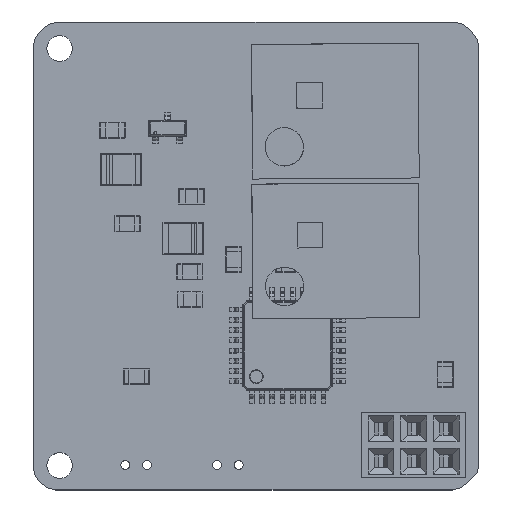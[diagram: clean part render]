
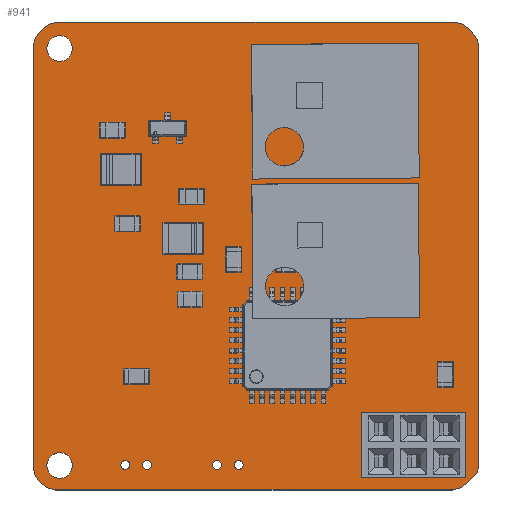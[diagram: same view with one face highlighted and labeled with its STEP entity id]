
A CAD part, top view. The second image highlights one B-rep face of the part: STEP entity #941.
In plain terms, the highlighted planar face has unit normal (0, 0, 1).
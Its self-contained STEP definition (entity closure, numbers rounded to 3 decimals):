
#97 = VERTEX_POINT('',#98);
#98 = CARTESIAN_POINT('',(-3.334,25.4,0.));
#115 = VERTEX_POINT('',#116);
#116 = CARTESIAN_POINT('',(-2.699,25.559,0.));
#122 = EDGE_CURVE('',#97,#115,#123,.T.);
#123 = LINE('',#124,#125);
#124 = CARTESIAN_POINT('',(-3.334,25.4,0.));
#125 = VECTOR('',#126,1.);
#126 = DIRECTION('',(0.97,0.243,0.));
#146 = VERTEX_POINT('',#147);
#147 = CARTESIAN_POINT('',(28.258,25.559,0.));
#153 = EDGE_CURVE('',#115,#146,#154,.T.);
#154 = LINE('',#155,#156);
#155 = CARTESIAN_POINT('',(-2.699,25.559,0.));
#156 = VECTOR('',#157,1.);
#157 = DIRECTION('',(1.,0.,0.));
#177 = VERTEX_POINT('',#178);
#178 = CARTESIAN_POINT('',(28.893,25.4,0.));
#184 = EDGE_CURVE('',#146,#177,#185,.T.);
#185 = LINE('',#186,#187);
#186 = CARTESIAN_POINT('',(28.258,25.559,0.));
#187 = VECTOR('',#188,1.);
#188 = DIRECTION('',(0.97,-0.243,0.));
#208 = VERTEX_POINT('',#209);
#209 = CARTESIAN_POINT('',(29.528,24.924,0.));
#215 = EDGE_CURVE('',#177,#208,#216,.T.);
#216 = LINE('',#217,#218);
#217 = CARTESIAN_POINT('',(28.893,25.4,0.));
#218 = VECTOR('',#219,1.);
#219 = DIRECTION('',(0.8,-0.6,0.));
#239 = VERTEX_POINT('',#240);
#240 = CARTESIAN_POINT('',(30.004,24.289,0.));
#246 = EDGE_CURVE('',#208,#239,#247,.T.);
#247 = LINE('',#248,#249);
#248 = CARTESIAN_POINT('',(29.528,24.924,0.));
#249 = VECTOR('',#250,1.);
#250 = DIRECTION('',(0.6,-0.8,0.));
#270 = VERTEX_POINT('',#271);
#271 = CARTESIAN_POINT('',(30.163,23.654,0.));
#277 = EDGE_CURVE('',#239,#270,#278,.T.);
#278 = LINE('',#279,#280);
#279 = CARTESIAN_POINT('',(30.004,24.289,0.));
#280 = VECTOR('',#281,1.);
#281 = DIRECTION('',(0.243,-0.97,0.));
#301 = VERTEX_POINT('',#302);
#302 = CARTESIAN_POINT('',(30.163,-9.049,0.));
#308 = EDGE_CURVE('',#270,#301,#309,.T.);
#309 = LINE('',#310,#311);
#310 = CARTESIAN_POINT('',(30.163,23.654,0.));
#311 = VECTOR('',#312,1.);
#312 = DIRECTION('',(0.,-1.,0.));
#332 = VERTEX_POINT('',#333);
#333 = CARTESIAN_POINT('',(30.004,-9.684,0.));
#339 = EDGE_CURVE('',#301,#332,#340,.T.);
#340 = LINE('',#341,#342);
#341 = CARTESIAN_POINT('',(30.163,-9.049,0.));
#342 = VECTOR('',#343,1.);
#343 = DIRECTION('',(-0.243,-0.97,0.));
#363 = VERTEX_POINT('',#364);
#364 = CARTESIAN_POINT('',(29.369,-10.319,0.));
#370 = EDGE_CURVE('',#332,#363,#371,.T.);
#371 = LINE('',#372,#373);
#372 = CARTESIAN_POINT('',(30.004,-9.684,0.));
#373 = VECTOR('',#374,1.);
#374 = DIRECTION('',(-0.707,-0.707,0.));
#394 = VERTEX_POINT('',#395);
#395 = CARTESIAN_POINT('',(28.734,-10.795,0.));
#401 = EDGE_CURVE('',#363,#394,#402,.T.);
#402 = LINE('',#403,#404);
#403 = CARTESIAN_POINT('',(29.369,-10.319,0.));
#404 = VECTOR('',#405,1.);
#405 = DIRECTION('',(-0.8,-0.6,0.));
#425 = VERTEX_POINT('',#426);
#426 = CARTESIAN_POINT('',(28.099,-10.954,0.));
#432 = EDGE_CURVE('',#394,#425,#433,.T.);
#433 = LINE('',#434,#435);
#434 = CARTESIAN_POINT('',(28.734,-10.795,0.));
#435 = VECTOR('',#436,1.);
#436 = DIRECTION('',(-0.97,-0.243,0.));
#456 = VERTEX_POINT('',#457);
#457 = CARTESIAN_POINT('',(-2.857,-10.954,0.));
#463 = EDGE_CURVE('',#425,#456,#464,.T.);
#464 = LINE('',#465,#466);
#465 = CARTESIAN_POINT('',(28.099,-10.954,0.));
#466 = VECTOR('',#467,1.);
#467 = DIRECTION('',(-1.,0.,0.));
#487 = VERTEX_POINT('',#488);
#488 = CARTESIAN_POINT('',(-3.492,-10.795,0.));
#494 = EDGE_CURVE('',#456,#487,#495,.T.);
#495 = LINE('',#496,#497);
#496 = CARTESIAN_POINT('',(-2.857,-10.954,0.));
#497 = VECTOR('',#498,1.);
#498 = DIRECTION('',(-0.97,0.243,0.));
#518 = VERTEX_POINT('',#519);
#519 = CARTESIAN_POINT('',(-4.128,-10.319,0.));
#525 = EDGE_CURVE('',#487,#518,#526,.T.);
#526 = LINE('',#527,#528);
#527 = CARTESIAN_POINT('',(-3.492,-10.795,0.));
#528 = VECTOR('',#529,1.);
#529 = DIRECTION('',(-0.8,0.6,0.));
#549 = VERTEX_POINT('',#550);
#550 = CARTESIAN_POINT('',(-4.445,-9.842,0.));
#556 = EDGE_CURVE('',#518,#549,#557,.T.);
#557 = LINE('',#558,#559);
#558 = CARTESIAN_POINT('',(-4.128,-10.319,0.));
#559 = VECTOR('',#560,1.);
#560 = DIRECTION('',(-0.555,0.832,0.));
#580 = VERTEX_POINT('',#581);
#581 = CARTESIAN_POINT('',(-4.604,-9.207,0.));
#587 = EDGE_CURVE('',#549,#580,#588,.T.);
#588 = LINE('',#589,#590);
#589 = CARTESIAN_POINT('',(-4.445,-9.842,0.));
#590 = VECTOR('',#591,1.);
#591 = DIRECTION('',(-0.243,0.97,0.));
#611 = VERTEX_POINT('',#612);
#612 = CARTESIAN_POINT('',(-4.604,23.654,0.));
#618 = EDGE_CURVE('',#580,#611,#619,.T.);
#619 = LINE('',#620,#621);
#620 = CARTESIAN_POINT('',(-4.604,-9.207,0.));
#621 = VECTOR('',#622,1.);
#622 = DIRECTION('',(0.,1.,0.));
#642 = VERTEX_POINT('',#643);
#643 = CARTESIAN_POINT('',(-4.445,24.289,0.));
#649 = EDGE_CURVE('',#611,#642,#650,.T.);
#650 = LINE('',#651,#652);
#651 = CARTESIAN_POINT('',(-4.604,23.654,0.));
#652 = VECTOR('',#653,1.);
#653 = DIRECTION('',(0.243,0.97,0.));
#673 = VERTEX_POINT('',#674);
#674 = CARTESIAN_POINT('',(-4.128,24.765,0.));
#680 = EDGE_CURVE('',#642,#673,#681,.T.);
#681 = LINE('',#682,#683);
#682 = CARTESIAN_POINT('',(-4.445,24.289,0.));
#683 = VECTOR('',#684,1.);
#684 = DIRECTION('',(0.555,0.832,0.));
#704 = VERTEX_POINT('',#705);
#705 = CARTESIAN_POINT('',(-3.81,25.082,0.));
#711 = EDGE_CURVE('',#673,#704,#712,.T.);
#712 = LINE('',#713,#714);
#713 = CARTESIAN_POINT('',(-4.128,24.765,0.));
#714 = VECTOR('',#715,1.);
#715 = DIRECTION('',(0.707,0.707,0.));
#733 = EDGE_CURVE('',#704,#97,#734,.T.);
#734 = LINE('',#735,#736);
#735 = CARTESIAN_POINT('',(-3.81,25.082,0.));
#736 = VECTOR('',#737,1.);
#737 = DIRECTION('',(0.832,0.555,0.));
#748 = VERTEX_POINT('',#749);
#749 = CARTESIAN_POINT('',(11.78,-9.014,0.));
#765 = EDGE_CURVE('',#748,#748,#766,.T.);
#766 = CIRCLE('',#767,0.35);
#767 = AXIS2_PLACEMENT_3D('',#768,#769,#770);
#768 = CARTESIAN_POINT('',(11.43,-9.014,0.));
#769 = DIRECTION('',(0.,0.,-1.));
#770 = DIRECTION('',(1.,0.,0.));
#781 = VERTEX_POINT('',#782);
#782 = CARTESIAN_POINT('',(10.08,-9.014,0.));
#798 = EDGE_CURVE('',#781,#781,#799,.T.);
#799 = CIRCLE('',#800,0.35);
#800 = AXIS2_PLACEMENT_3D('',#801,#802,#803);
#801 = CARTESIAN_POINT('',(9.73,-9.014,0.));
#802 = DIRECTION('',(0.,0.,-1.));
#803 = DIRECTION('',(1.,0.,0.));
#814 = VERTEX_POINT('',#815);
#815 = CARTESIAN_POINT('',(4.63,-9.014,0.));
#831 = EDGE_CURVE('',#814,#814,#832,.T.);
#832 = CIRCLE('',#833,0.35);
#833 = AXIS2_PLACEMENT_3D('',#834,#835,#836);
#834 = CARTESIAN_POINT('',(4.28,-9.014,0.));
#835 = DIRECTION('',(0.,0.,-1.));
#836 = DIRECTION('',(1.,0.,0.));
#847 = VERTEX_POINT('',#848);
#848 = CARTESIAN_POINT('',(2.93,-9.014,0.));
#864 = EDGE_CURVE('',#847,#847,#865,.T.);
#865 = CIRCLE('',#866,0.35);
#866 = AXIS2_PLACEMENT_3D('',#867,#868,#869);
#867 = CARTESIAN_POINT('',(2.58,-9.014,0.));
#868 = DIRECTION('',(0.,0.,-1.));
#869 = DIRECTION('',(1.,0.,0.));
#880 = VERTEX_POINT('',#881);
#881 = CARTESIAN_POINT('',(-1.54,23.495,0.));
#897 = EDGE_CURVE('',#880,#880,#898,.T.);
#898 = CIRCLE('',#899,1.);
#899 = AXIS2_PLACEMENT_3D('',#900,#901,#902);
#900 = CARTESIAN_POINT('',(-2.54,23.495,0.));
#901 = DIRECTION('',(0.,0.,-1.));
#902 = DIRECTION('',(1.,0.,0.));
#913 = VERTEX_POINT('',#914);
#914 = CARTESIAN_POINT('',(-1.54,-9.049,0.));
#930 = EDGE_CURVE('',#913,#913,#931,.T.);
#931 = CIRCLE('',#932,1.);
#932 = AXIS2_PLACEMENT_3D('',#933,#934,#935);
#933 = CARTESIAN_POINT('',(-2.54,-9.049,0.));
#934 = DIRECTION('',(0.,0.,-1.));
#935 = DIRECTION('',(1.,0.,0.));
#941 = ADVANCED_FACE('',(#942,#965,#968,#971,#974,#977,#980),#983,.T.);
#942 = FACE_BOUND('',#943,.F.);
#943 = EDGE_LOOP('',(#944,#945,#946,#947,#948,#949,#950,#951,#952,#953,
    #954,#955,#956,#957,#958,#959,#960,#961,#962,#963,#964));
#944 = ORIENTED_EDGE('',*,*,#122,.T.);
#945 = ORIENTED_EDGE('',*,*,#153,.T.);
#946 = ORIENTED_EDGE('',*,*,#184,.T.);
#947 = ORIENTED_EDGE('',*,*,#215,.T.);
#948 = ORIENTED_EDGE('',*,*,#246,.T.);
#949 = ORIENTED_EDGE('',*,*,#277,.T.);
#950 = ORIENTED_EDGE('',*,*,#308,.T.);
#951 = ORIENTED_EDGE('',*,*,#339,.T.);
#952 = ORIENTED_EDGE('',*,*,#370,.T.);
#953 = ORIENTED_EDGE('',*,*,#401,.T.);
#954 = ORIENTED_EDGE('',*,*,#432,.T.);
#955 = ORIENTED_EDGE('',*,*,#463,.T.);
#956 = ORIENTED_EDGE('',*,*,#494,.T.);
#957 = ORIENTED_EDGE('',*,*,#525,.T.);
#958 = ORIENTED_EDGE('',*,*,#556,.T.);
#959 = ORIENTED_EDGE('',*,*,#587,.T.);
#960 = ORIENTED_EDGE('',*,*,#618,.T.);
#961 = ORIENTED_EDGE('',*,*,#649,.T.);
#962 = ORIENTED_EDGE('',*,*,#680,.T.);
#963 = ORIENTED_EDGE('',*,*,#711,.T.);
#964 = ORIENTED_EDGE('',*,*,#733,.T.);
#965 = FACE_BOUND('',#966,.F.);
#966 = EDGE_LOOP('',(#967));
#967 = ORIENTED_EDGE('',*,*,#765,.T.);
#968 = FACE_BOUND('',#969,.F.);
#969 = EDGE_LOOP('',(#970));
#970 = ORIENTED_EDGE('',*,*,#798,.T.);
#971 = FACE_BOUND('',#972,.F.);
#972 = EDGE_LOOP('',(#973));
#973 = ORIENTED_EDGE('',*,*,#831,.T.);
#974 = FACE_BOUND('',#975,.F.);
#975 = EDGE_LOOP('',(#976));
#976 = ORIENTED_EDGE('',*,*,#864,.T.);
#977 = FACE_BOUND('',#978,.F.);
#978 = EDGE_LOOP('',(#979));
#979 = ORIENTED_EDGE('',*,*,#897,.T.);
#980 = FACE_BOUND('',#981,.F.);
#981 = EDGE_LOOP('',(#982));
#982 = ORIENTED_EDGE('',*,*,#930,.T.);
#983 = PLANE('',#984);
#984 = AXIS2_PLACEMENT_3D('',#985,#986,#987);
#985 = CARTESIAN_POINT('',(-3.334,25.4,0.));
#986 = DIRECTION('',(0.,0.,1.));
#987 = DIRECTION('',(1.,0.,0.));
